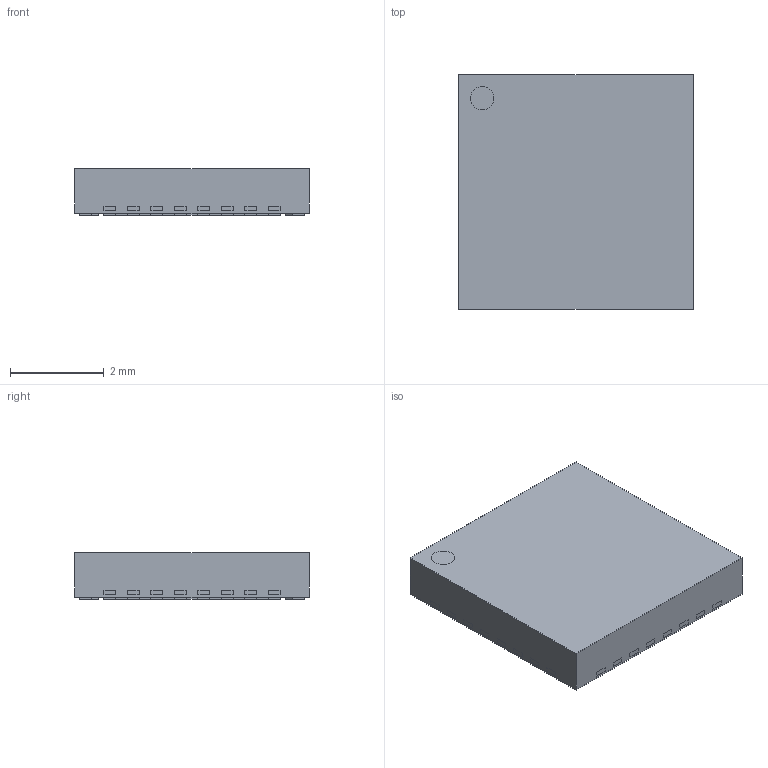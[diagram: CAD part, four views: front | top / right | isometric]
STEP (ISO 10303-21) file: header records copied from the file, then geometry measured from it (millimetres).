
FILE_DESCRIPTION((''),'2;1');
FILE_NAME('PQFN50P500X500X100-33N-S330.stp','2012-08-13T16:23:36',(''),(''),'Mechanical Desktop 2011','Mechanical Desktop 2011',', , ');
FILE_SCHEMA(('AUTOMOTIVE_DESIGN { 1 2 10303 214 1 1 1 1 }'));
Length unit declared in the file: millimetre
Products named in the file (1): Product
Bounding box: 5 x 5 x 1 mm (x, y, z)
Volume: 24.4 mm3; surface area: 115.4 mm2
Topology: 35 solids, 35 shells, 483 faces, 1236 edges, 826 vertices
Faces by surface type: plane 247, bspline 232, cylinder 4
Entity records: 14480 total; most frequent: CARTESIAN_POINT 3242, ORIENTED_EDGE 2472, DIRECTION 1748, EDGE_CURVE 1236, VECTOR 1228, LINE 1228, VERTEX_POINT 824, EDGE_LOOP 548
